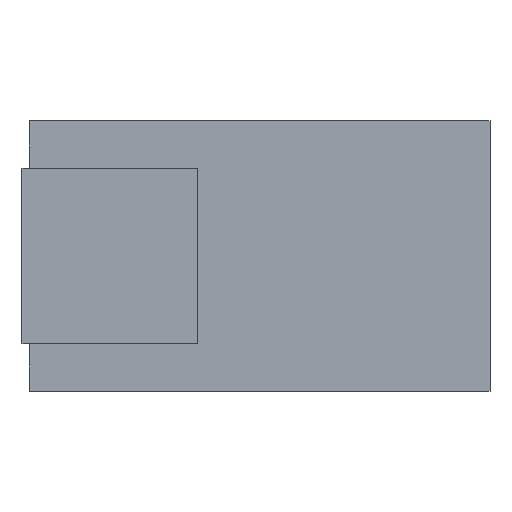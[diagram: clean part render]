
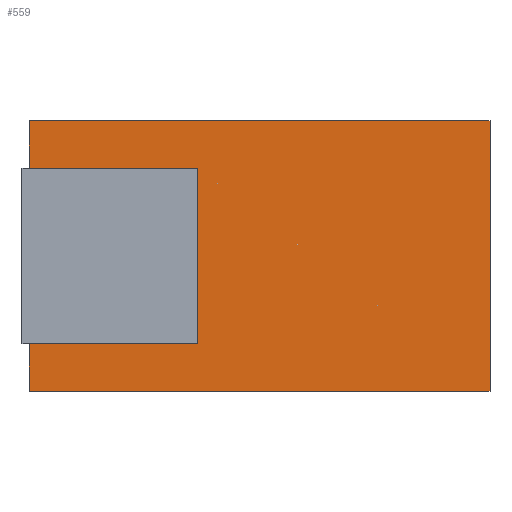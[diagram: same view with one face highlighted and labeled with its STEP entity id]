
A CAD part, left-side view. The second image highlights one B-rep face of the part: STEP entity #559.
In plain terms, the highlighted planar face has unit normal (-1, 0, 0).
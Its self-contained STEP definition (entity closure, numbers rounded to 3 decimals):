
#7 = VERTEX_POINT ( 'NONE', #475 ) ;
#14 = DIRECTION ( 'NONE',  ( 0., 0., 1. ) ) ;
#21 = DIRECTION ( 'NONE',  ( 0., 0., -1. ) ) ;
#30 = DIRECTION ( 'NONE',  ( 0., 0., 1. ) ) ;
#36 = DIRECTION ( 'NONE',  ( 0., -1., 0. ) ) ;
#41 = ORIENTED_EDGE ( 'NONE', *, *, #325, .T. ) ;
#48 = VERTEX_POINT ( 'NONE', #67 ) ;
#50 = EDGE_CURVE ( 'NONE', #371, #271, #487, .T. ) ;
#52 = LINE ( 'NONE', #237, #282 ) ;
#60 = CARTESIAN_POINT ( 'NONE',  ( -9.25, 31.5, 9.25 ) ) ;
#67 = CARTESIAN_POINT ( 'NONE',  ( -9.25, 0., -9.25 ) ) ;
#99 = ORIENTED_EDGE ( 'NONE', *, *, #50, .T. ) ;
#108 = CARTESIAN_POINT ( 'NONE',  ( -9.25, 31.5, -9.25 ) ) ;
#114 = CARTESIAN_POINT ( 'NONE',  ( -9.25, 31.5, 9.25 ) ) ;
#118 = LINE ( 'NONE', #307, #158 ) ;
#120 = CARTESIAN_POINT ( 'NONE',  ( -9.25, 32., -6. ) ) ;
#127 = VECTOR ( 'NONE', #330, 1000. ) ;
#131 = CARTESIAN_POINT ( 'NONE',  ( -9.25, 31.5, 9.25 ) ) ;
#145 = VECTOR ( 'NONE', #596, 1000. ) ;
#148 = EDGE_CURVE ( 'NONE', #371, #414, #585, .T. ) ;
#150 = ORIENTED_EDGE ( 'NONE', *, *, #148, .F. ) ;
#158 = VECTOR ( 'NONE', #21, 1000. ) ;
#168 = LINE ( 'NONE', #213, #306 ) ;
#171 = VECTOR ( 'NONE', #36, 1000. ) ;
#174 = AXIS2_PLACEMENT_3D ( 'NONE', #60, #401, #30 ) ;
#177 = LINE ( 'NONE', #398, #576 ) ;
#186 = ORIENTED_EDGE ( 'NONE', *, *, #287, .F. ) ;
#198 = VECTOR ( 'NONE', #212, 1000. ) ;
#212 = DIRECTION ( 'NONE',  ( 0., 0., -1. ) ) ;
#213 = CARTESIAN_POINT ( 'NONE',  ( -9.25, 31.5, -9.25 ) ) ;
#217 = CARTESIAN_POINT ( 'NONE',  ( -9.25, 20., -6. ) ) ;
#232 = EDGE_LOOP ( 'NONE', ( #150, #99, #41, #460, #510, #377, #563, #186 ) ) ;
#237 = CARTESIAN_POINT ( 'NONE',  ( -9.25, 20., 6. ) ) ;
#266 = CARTESIAN_POINT ( 'NONE',  ( -9.25, 20., 6. ) ) ;
#268 = DIRECTION ( 'NONE',  ( 0., 0., -1. ) ) ;
#271 = VERTEX_POINT ( 'NONE', #108 ) ;
#282 = VECTOR ( 'NONE', #14, 1000. ) ;
#287 = EDGE_CURVE ( 'NONE', #414, #560, #52, .T. ) ;
#299 = EDGE_CURVE ( 'NONE', #560, #556, #379, .T. ) ;
#306 = VECTOR ( 'NONE', #309, 1000. ) ;
#307 = CARTESIAN_POINT ( 'NONE',  ( -9.25, 31.5, 9.25 ) ) ;
#309 = DIRECTION ( 'NONE',  ( 0., -1., 0. ) ) ;
#325 = EDGE_CURVE ( 'NONE', #271, #48, #168, .T. ) ;
#330 = DIRECTION ( 'NONE',  ( 0., 1., 0. ) ) ;
#344 = CARTESIAN_POINT ( 'NONE',  ( -9.25, 31.5, -6. ) ) ;
#345 = EDGE_CURVE ( 'NONE', #469, #7, #503, .T. ) ;
#371 = VERTEX_POINT ( 'NONE', #344 ) ;
#377 = ORIENTED_EDGE ( 'NONE', *, *, #488, .T. ) ;
#379 = LINE ( 'NONE', #571, #127 ) ;
#398 = CARTESIAN_POINT ( 'NONE',  ( -9.25, 0., 9.25 ) ) ;
#401 = DIRECTION ( 'NONE',  ( -1., 0., 0. ) ) ;
#405 = PLANE ( 'NONE',  #174 ) ;
#414 = VERTEX_POINT ( 'NONE', #217 ) ;
#443 = EDGE_CURVE ( 'NONE', #7, #48, #177, .T. ) ;
#446 = CARTESIAN_POINT ( 'NONE',  ( -9.25, 31.5, 6. ) ) ;
#460 = ORIENTED_EDGE ( 'NONE', *, *, #443, .F. ) ;
#469 = VERTEX_POINT ( 'NONE', #598 ) ;
#475 = CARTESIAN_POINT ( 'NONE',  ( -9.25, 0., 9.25 ) ) ;
#487 = LINE ( 'NONE', #114, #198 ) ;
#488 = EDGE_CURVE ( 'NONE', #469, #556, #118, .T. ) ;
#503 = LINE ( 'NONE', #131, #145 ) ;
#504 = FACE_OUTER_BOUND ( 'NONE', #232, .T. ) ;
#510 = ORIENTED_EDGE ( 'NONE', *, *, #345, .F. ) ;
#556 = VERTEX_POINT ( 'NONE', #446 ) ;
#559 = ADVANCED_FACE ( 'NONE', ( #504 ), #405, .T. ) ;
#560 = VERTEX_POINT ( 'NONE', #266 ) ;
#563 = ORIENTED_EDGE ( 'NONE', *, *, #299, .F. ) ;
#571 = CARTESIAN_POINT ( 'NONE',  ( -9.25, 32., 6. ) ) ;
#576 = VECTOR ( 'NONE', #268, 1000. ) ;
#585 = LINE ( 'NONE', #120, #171 ) ;
#596 = DIRECTION ( 'NONE',  ( 0., -1., 0. ) ) ;
#598 = CARTESIAN_POINT ( 'NONE',  ( -9.25, 31.5, 9.25 ) ) ;
